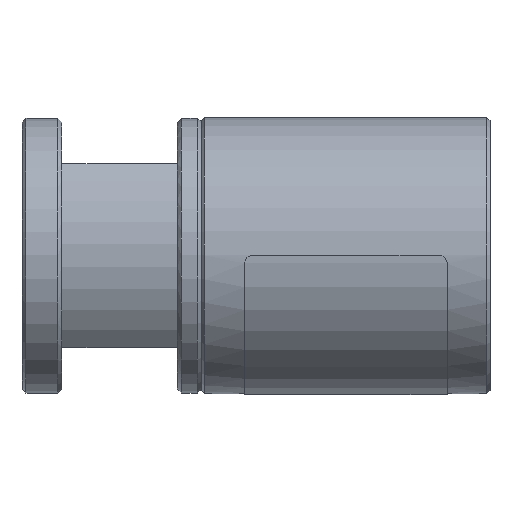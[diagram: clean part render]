
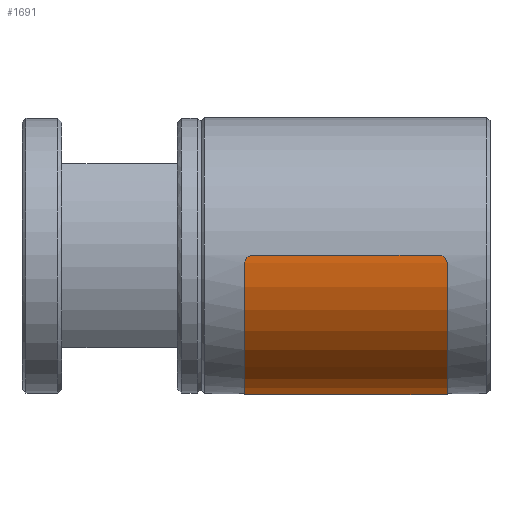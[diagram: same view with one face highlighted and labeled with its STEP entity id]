
A CAD part, top view. The second image highlights one B-rep face of the part: STEP entity #1691.
In plain terms, the highlighted cylindrical face has radius 34.871 mm (diameter 69.742 mm), a partial arc.
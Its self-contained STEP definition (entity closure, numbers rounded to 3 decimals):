
#1259=CARTESIAN_POINT('',(55.936,-28.565,-20.001));
#1260=VERTEX_POINT('',#1259);
#1299=CARTESIAN_POINT('',(6.36,-28.565,-20.001));
#1300=VERTEX_POINT('',#1299);
#1301=CARTESIAN_POINT('',(55.936,-28.565,-20.001));
#1302=DIRECTION('',(-1.0,0.0,0.0));
#1303=VECTOR('',#1302,49.575);
#1304=LINE('',#1301,#1303);
#1305=EDGE_CURVE('',#1260,#1300,#1304,.T.);
#1351=CARTESIAN_POINT('',(5.748,-29.371,-18.798));
#1352=VERTEX_POINT('',#1351);
#1353=CARTESIAN_POINT('',(6.36,-28.565,-20.001));
#1354=CARTESIAN_POINT('',(5.974,-28.779,-19.695));
#1355=CARTESIAN_POINT('',(5.748,-29.08,-19.252));
#1356=CARTESIAN_POINT('',(5.748,-29.371,-18.798));
#1357=B_SPLINE_CURVE_WITH_KNOTS('',3,(#1353,#1354,#1355,#1356),.UNSPECIFIED.,.F.,.U.,(4,4),(-0.804,0.0),.UNSPECIFIED.);
#1358=EDGE_CURVE('',#1300,#1352,#1357,.T.);
#1383=CARTESIAN_POINT('',(56.548,-2.01,34.813));
#1384=VERTEX_POINT('',#1383);
#1385=CARTESIAN_POINT('',(56.548,-29.371,-18.798));
#1386=VERTEX_POINT('',#1385);
#1387=CARTESIAN_POINT('',(56.548,0.,0.));
#1388=DIRECTION('',(1.,0.,0.));
#1389=DIRECTION('',(0.,-0.058,0.998));
#1390=AXIS2_PLACEMENT_3D('',#1387,#1388,#1389);
#1391=CIRCLE('',#1390,34.871);
#1392=EDGE_CURVE('',#1384,#1386,#1391,.T.);
#1446=CARTESIAN_POINT('',(56.548,-29.371,-18.798));
#1447=CARTESIAN_POINT('',(56.548,-29.08,-19.252));
#1448=CARTESIAN_POINT('',(56.322,-28.779,-19.695));
#1449=CARTESIAN_POINT('',(55.936,-28.565,-20.001));
#1450=B_SPLINE_CURVE_WITH_KNOTS('',3,(#1446,#1447,#1448,#1449),.UNSPECIFIED.,.F.,.U.,(4,4),(-1.571,-0.767),.UNSPECIFIED.);
#1451=EDGE_CURVE('',#1386,#1260,#1450,.T.);
#1503=CARTESIAN_POINT('',(5.748,-2.01,34.813));
#1504=VERTEX_POINT('',#1503);
#1505=CARTESIAN_POINT('',(5.748,0.,0.));
#1506=DIRECTION('',(-1.,0.,0.));
#1507=DIRECTION('',(0.,-0.842,-0.539));
#1508=AXIS2_PLACEMENT_3D('',#1505,#1506,#1507);
#1509=CIRCLE('',#1508,34.871);
#1510=EDGE_CURVE('',#1352,#1504,#1509,.T.);
#1552=CARTESIAN_POINT('',(7.748,0.,34.871));
#1553=VERTEX_POINT('',#1552);
#1554=CARTESIAN_POINT('',(5.748,-2.01,34.813));
#1555=CARTESIAN_POINT('',(5.748,-1.56,34.839));
#1556=CARTESIAN_POINT('',(5.905,-1.108,34.855));
#1557=CARTESIAN_POINT('',(6.184,-0.757,34.863));
#1558=CARTESIAN_POINT('',(6.557,-0.289,34.873));
#1559=CARTESIAN_POINT('',(7.15,0.,34.871));
#1560=CARTESIAN_POINT('',(7.748,0.,34.871));
#1561=B_SPLINE_CURVE_WITH_KNOTS('',3,(#1554,#1555,#1556,#1557,#1558,#1559,#1560),.UNSPECIFIED.,.F.,.U.,(4,3,4),(-1.571,-0.898,0.0),.UNSPECIFIED.);
#1562=EDGE_CURVE('',#1504,#1553,#1561,.T.);
#1589=CARTESIAN_POINT('',(54.548,0.,34.871));
#1590=VERTEX_POINT('',#1589);
#1591=CARTESIAN_POINT('',(7.748,0.,34.871));
#1592=DIRECTION('',(1.0,0.0,0.0));
#1593=VECTOR('',#1592,46.8);
#1594=LINE('',#1591,#1593);
#1595=EDGE_CURVE('',#1553,#1590,#1594,.T.);
#1636=CARTESIAN_POINT('',(54.548,0.,34.871));
#1637=CARTESIAN_POINT('',(55.146,0.,34.871));
#1638=CARTESIAN_POINT('',(55.738,-0.289,34.873));
#1639=CARTESIAN_POINT('',(56.111,-0.757,34.863));
#1640=CARTESIAN_POINT('',(56.391,-1.108,34.855));
#1641=CARTESIAN_POINT('',(56.548,-1.56,34.839));
#1642=CARTESIAN_POINT('',(56.548,-2.01,34.813));
#1643=B_SPLINE_CURVE_WITH_KNOTS('',3,(#1636,#1637,#1638,#1639,#1640,#1641,#1642),.UNSPECIFIED.,.F.,.U.,(4,3,4),(-1.571,-0.673,0.0),.UNSPECIFIED.);
#1644=EDGE_CURVE('',#1590,#1384,#1643,.T.);
#1676=CARTESIAN_POINT('',(55.936,0.,0.));
#1677=DIRECTION('',(1.0,0.,0.));
#1678=DIRECTION('',(0.,-0.819,-0.574));
#1679=AXIS2_PLACEMENT_3D('',#1676,#1677,#1678);
#1680=CYLINDRICAL_SURFACE('',#1679,34.871);
#1681=ORIENTED_EDGE('',*,*,#1305,.F.);
#1682=ORIENTED_EDGE('',*,*,#1451,.F.);
#1683=ORIENTED_EDGE('',*,*,#1392,.F.);
#1684=ORIENTED_EDGE('',*,*,#1644,.F.);
#1685=ORIENTED_EDGE('',*,*,#1595,.F.);
#1686=ORIENTED_EDGE('',*,*,#1562,.F.);
#1687=ORIENTED_EDGE('',*,*,#1510,.F.);
#1688=ORIENTED_EDGE('',*,*,#1358,.F.);
#1689=EDGE_LOOP('',(#1681,#1682,#1683,#1684,#1685,#1686,#1687,#1688));
#1690=FACE_OUTER_BOUND('',#1689,.T.);
#1691=ADVANCED_FACE('',(#1690),#1680,.T.);
